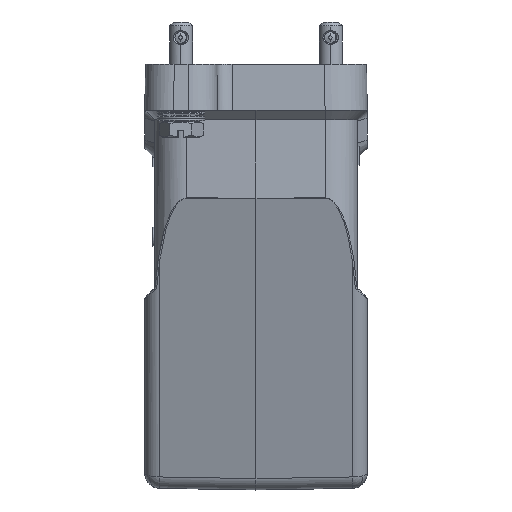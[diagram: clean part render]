
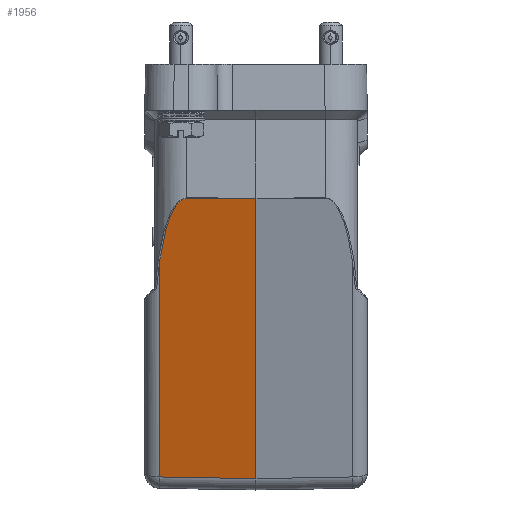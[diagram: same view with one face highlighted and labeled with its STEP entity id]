
A CAD part, left-side view. The second image highlights one B-rep face of the part: STEP entity #1956.
In plain terms, the highlighted planar face has unit normal (-0.966, 0.018, -0.259).
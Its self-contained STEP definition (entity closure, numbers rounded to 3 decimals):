
#1125=FACE_OUTER_BOUND('',#3597,.T.);
#1956=ADVANCED_FACE('NONE',(#1125),#2482,.F.);
#2482=PLANE('',#14804);
#3597=EDGE_LOOP('',(#9006,#9007,#9008,#9009,#9010));
#4628=LINE('',#29898,#5626);
#4665=LINE('',#30463,#5663);
#4666=LINE('',#30466,#5664);
#4667=LINE('',#30467,#5665);
#5626=VECTOR('',#17569,1.);
#5663=VECTOR('',#17676,1.);
#5664=VECTOR('',#17677,1.);
#5665=VECTOR('',#17678,1.);
#9006=ORIENTED_EDGE('',*,*,#12977,.F.);
#9007=ORIENTED_EDGE('',*,*,#12978,.F.);
#9008=ORIENTED_EDGE('',*,*,#12906,.F.);
#9009=ORIENTED_EDGE('',*,*,#12901,.F.);
#9010=ORIENTED_EDGE('',*,*,#12979,.F.);
#11003=VERTEX_POINT('',#29739);
#11004=VERTEX_POINT('',#29744);
#11007=VERTEX_POINT('',#29899);
#11049=VERTEX_POINT('',#30464);
#11050=VERTEX_POINT('',#30465);
#12901=EDGE_CURVE('NONE',#11004,#11003,#13755,.T.);
#12906=EDGE_CURVE('NONE',#11003,#11007,#4628,.T.);
#12977=EDGE_CURVE('NONE',#11049,#11050,#4665,.T.);
#12978=EDGE_CURVE('NONE',#11007,#11049,#4666,.T.);
#12979=EDGE_CURVE('NONE',#11050,#11004,#4667,.T.);
#13755=B_SPLINE_CURVE_WITH_KNOTS('',3,(#29745,#29746,#29747,#29748,#29749,
#29750,#29751,#29752,#29753,#29754,#29755,#29756,#29757,#29758,#29759,#29760,
#29761,#29762,#29763,#29764),.UNSPECIFIED.,.F.,.F.,(4,2,2,2,2,2,2,2,2,4),
(0.,0.25,0.5,0.625,0.75,0.813,0.875,0.938,0.969,1.),.UNSPECIFIED.);
#14804=AXIS2_PLACEMENT_3D('',#30468,#17679,#17680);
#17569=DIRECTION('',(-0.017,-1.,-0.002));
#17676=DIRECTION('',(0.013,1.,0.017));
#17677=DIRECTION('',(0.259,0.,-0.966));
#17678=DIRECTION('',(-0.259,0.,0.966));
#17679=DIRECTION('',(0.966,-0.017,0.259));
#17680=DIRECTION('',(0.259,0.,-0.966));
#29739=CARTESIAN_POINT('',(-74.668,18.048,-23.022));
#29744=CARTESIAN_POINT('',(-70.235,25.07,-39.091));
#29745=CARTESIAN_POINT('',(-70.235,25.07,-39.091));
#29746=CARTESIAN_POINT('',(-70.646,24.866,-37.573));
#29747=CARTESIAN_POINT('',(-71.055,24.619,-36.062));
#29748=CARTESIAN_POINT('',(-71.87,24.009,-33.061));
#29749=CARTESIAN_POINT('',(-72.276,23.647,-31.571));
#29750=CARTESIAN_POINT('',(-72.876,22.965,-29.377));
#29751=CARTESIAN_POINT('',(-73.075,22.714,-28.653));
#29752=CARTESIAN_POINT('',(-73.466,22.142,-27.232));
#29753=CARTESIAN_POINT('',(-73.659,21.823,-26.533));
#29754=CARTESIAN_POINT('',(-73.938,21.258,-25.531));
#29755=CARTESIAN_POINT('',(-74.029,21.054,-25.205));
#29756=CARTESIAN_POINT('',(-74.204,20.607,-24.58));
#29757=CARTESIAN_POINT('',(-74.289,20.363,-24.281));
#29758=CARTESIAN_POINT('',(-74.444,19.815,-23.739));
#29759=CARTESIAN_POINT('',(-74.515,19.511,-23.494));
#29760=CARTESIAN_POINT('',(-74.597,18.996,-23.223));
#29761=CARTESIAN_POINT('',(-74.62,18.814,-23.149));
#29762=CARTESIAN_POINT('',(-74.654,18.439,-23.048));
#29763=CARTESIAN_POINT('',(-74.665,18.244,-23.022));
#29764=CARTESIAN_POINT('',(-74.668,18.048,-23.022));
#29898=CARTESIAN_POINT('',(-74.662,18.396,-23.021));
#29899=CARTESIAN_POINT('',(-74.983,0.,-23.064));
#30463=CARTESIAN_POINT('',(-55.43,0.,-96.036));
#30464=CARTESIAN_POINT('',(-55.43,0.,-96.036));
#30465=CARTESIAN_POINT('',(-55.094,25.07,-95.598));
#30466=CARTESIAN_POINT('',(-54.636,0.,-99.));
#30467=CARTESIAN_POINT('',(-54.213,25.07,-98.887));
#30468=CARTESIAN_POINT('',(-54.636,0.,-99.));
